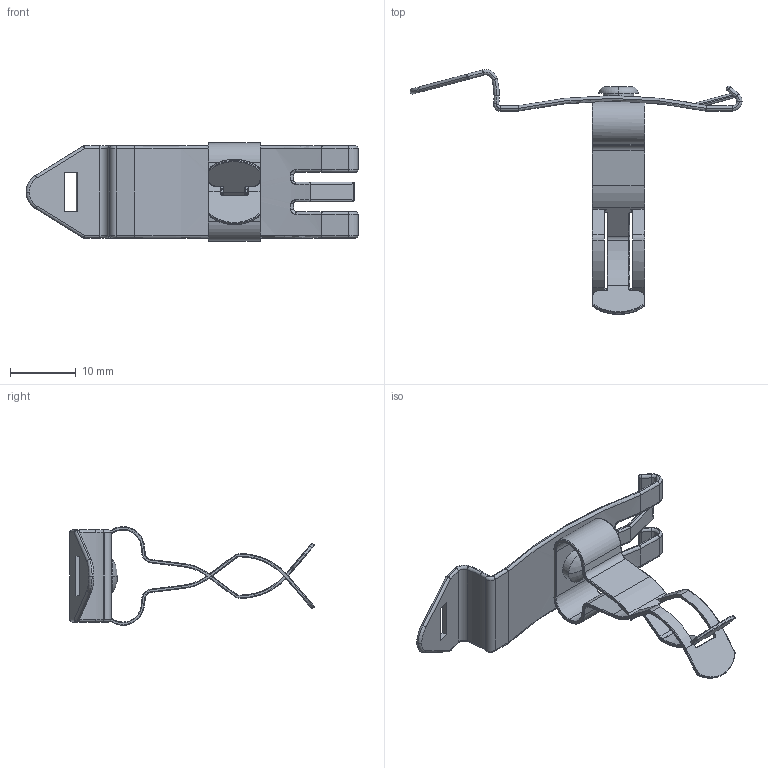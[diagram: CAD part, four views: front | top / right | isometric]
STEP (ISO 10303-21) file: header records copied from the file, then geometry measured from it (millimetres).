
FILE_DESCRIPTION (( 'STEP AP214' ), '1' );
FILE_NAME ('1030-012.STEP', '2024-03-22T09:37:08', ( '' ), ( '' ), 'SwSTEP 2.0', 'SolidWorks 2022', '' );
FILE_SCHEMA (( 'AUTOMOTIVE_DESIGN' ));
Length unit declared in the file: millimetre
Products named in the file (4): 1011-002; 1030-012; 3x1,5_2mm Blechstärke; 1030-020
Assembly tree (3 placements, depth 2):
  1030-012
    1030-020
    3x1,5_2mm Blechstärke
    1011-002
Bounding box: 50.51 x 37.24 x 15 mm (x, y, z)
Volume: 914.9 mm3; surface area: 2920 mm2
Topology: 3 solids, 3 shells, 420 faces, 990 edges, 551 vertices
Faces by surface type: cylinder 186, bspline 96, plane 67, torus 54, sphere 17
Entity records: 14835 total; most frequent: CARTESIAN_POINT 5614, DIRECTION 1947, ORIENTED_EDGE 1918, EDGE_CURVE 959, AXIS2_PLACEMENT_3D 788, VERTEX_POINT 547, CIRCLE 458, EDGE_LOOP 432
